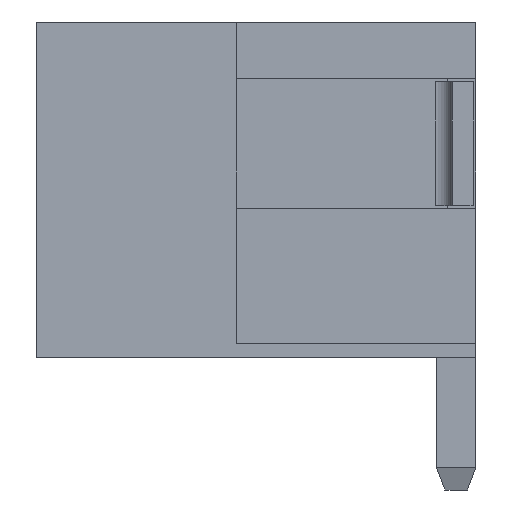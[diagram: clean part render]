
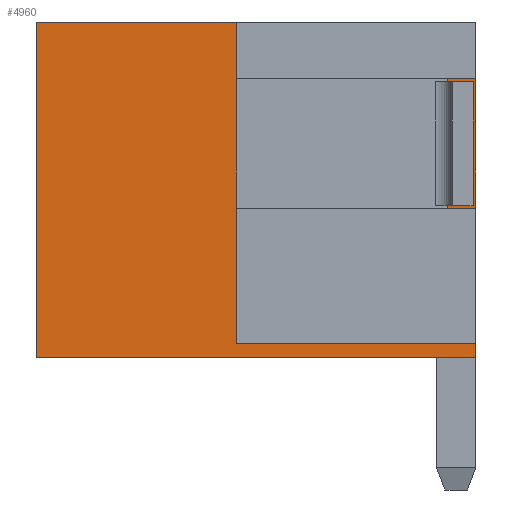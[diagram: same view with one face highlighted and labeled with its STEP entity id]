
A CAD part, left-side view. The second image highlights one B-rep face of the part: STEP entity #4960.
In plain terms, the highlighted planar face has unit normal (-1, 0, 0).
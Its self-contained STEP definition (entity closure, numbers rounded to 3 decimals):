
#31 = LINE ( 'NONE', #3532, #609 ) ;
#58 = DIRECTION ( 'NONE',  ( 0., 1., 0. ) ) ;
#276 = ORIENTED_EDGE ( 'NONE', *, *, #4585, .F. ) ;
#286 = ORIENTED_EDGE ( 'NONE', *, *, #3062, .T. ) ;
#363 = LINE ( 'NONE', #4975, #1015 ) ;
#381 = VECTOR ( 'NONE', #1507, 1000. ) ;
#391 = LINE ( 'NONE', #825, #604 ) ;
#468 = CARTESIAN_POINT ( 'NONE',  ( -3.75, 0., 2.327 ) ) ;
#604 = VECTOR ( 'NONE', #1944, 1000. ) ;
#609 = VECTOR ( 'NONE', #4796, 1000. ) ;
#661 = CARTESIAN_POINT ( 'NONE',  ( -3.75, 7.8, -2.85 ) ) ;
#825 = CARTESIAN_POINT ( 'NONE',  ( -3.75, 0., -3.1 ) ) ;
#850 = EDGE_CURVE ( 'NONE', #1014, #1063, #4590, .T. ) ;
#883 = ORIENTED_EDGE ( 'NONE', *, *, #2520, .T. ) ;
#1002 = VECTOR ( 'NONE', #4057, 1000. ) ;
#1014 = VERTEX_POINT ( 'NONE', #4770 ) ;
#1015 = VECTOR ( 'NONE', #4657, 1000. ) ;
#1063 = VERTEX_POINT ( 'NONE', #1079 ) ;
#1079 = CARTESIAN_POINT ( 'NONE',  ( -3.75, 4.25, -0.932 ) ) ;
#1207 = DIRECTION ( 'NONE',  ( 0., 0., 1. ) ) ;
#1229 = ORIENTED_EDGE ( 'NONE', *, *, #850, .T. ) ;
#1431 = VECTOR ( 'NONE', #3711, 1000. ) ;
#1449 = ORIENTED_EDGE ( 'NONE', *, *, #3078, .F. ) ;
#1507 = DIRECTION ( 'NONE',  ( 0., 0., 1. ) ) ;
#1610 = CARTESIAN_POINT ( 'NONE',  ( -3.75, 4.25, 2.327 ) ) ;
#1680 = ORIENTED_EDGE ( 'NONE', *, *, #2546, .T. ) ;
#1693 = CARTESIAN_POINT ( 'NONE',  ( -3.75, 0., -0.932 ) ) ;
#1834 = VECTOR ( 'NONE', #1207, 1000. ) ;
#1884 = CARTESIAN_POINT ( 'NONE',  ( -3.75, 4.25, 2.85 ) ) ;
#1944 = DIRECTION ( 'NONE',  ( 0., 0., 1. ) ) ;
#1985 = VECTOR ( 'NONE', #58, 1000. ) ;
#2056 = EDGE_CURVE ( 'NONE', #2576, #2965, #3401, .T. ) ;
#2075 = VERTEX_POINT ( 'NONE', #4189 ) ;
#2102 = CARTESIAN_POINT ( 'NONE',  ( -3.75, 0., -0.932 ) ) ;
#2164 = VERTEX_POINT ( 'NONE', #1884 ) ;
#2270 = PLANE ( 'NONE',  #3245 ) ;
#2280 = LINE ( 'NONE', #3152, #3134 ) ;
#2338 = VERTEX_POINT ( 'NONE', #3850 ) ;
#2376 = LINE ( 'NONE', #468, #1985 ) ;
#2520 = EDGE_CURVE ( 'NONE', #2837, #1014, #2280, .T. ) ;
#2543 = VECTOR ( 'NONE', #4207, 1000. ) ;
#2546 = EDGE_CURVE ( 'NONE', #4176, #2837, #391, .T. ) ;
#2554 = ORIENTED_EDGE ( 'NONE', *, *, #3911, .F. ) ;
#2576 = VERTEX_POINT ( 'NONE', #5027 ) ;
#2580 = CARTESIAN_POINT ( 'NONE',  ( -3.75, 7.8, -3.1 ) ) ;
#2837 = VERTEX_POINT ( 'NONE', #2915 ) ;
#2915 = CARTESIAN_POINT ( 'NONE',  ( -3.75, 0., -2.85 ) ) ;
#2965 = VERTEX_POINT ( 'NONE', #1693 ) ;
#3062 = EDGE_CURVE ( 'NONE', #2576, #4284, #2376, .T. ) ;
#3078 = EDGE_CURVE ( 'NONE', #2965, #1063, #31, .T. ) ;
#3134 = VECTOR ( 'NONE', #5067, 1000. ) ;
#3152 = CARTESIAN_POINT ( 'NONE',  ( -3.75, 7.8, -2.85 ) ) ;
#3160 = LINE ( 'NONE', #4723, #1834 ) ;
#3245 = AXIS2_PLACEMENT_3D ( 'NONE', #661, #5014, #3373 ) ;
#3247 = EDGE_CURVE ( 'NONE', #2338, #2164, #363, .T. ) ;
#3373 = DIRECTION ( 'NONE',  ( 0., 0., -1. ) ) ;
#3392 = EDGE_LOOP ( 'NONE', ( #3986, #276, #2554, #1680, #883, #1229, #1449, #4453, #286, #3818 ) ) ;
#3401 = LINE ( 'NONE', #2102, #1002 ) ;
#3490 = LINE ( 'NONE', #5031, #381 ) ;
#3532 = CARTESIAN_POINT ( 'NONE',  ( -3.75, 0., -0.932 ) ) ;
#3711 = DIRECTION ( 'NONE',  ( 0., 1., 0. ) ) ;
#3755 = EDGE_CURVE ( 'NONE', #4284, #2164, #3490, .T. ) ;
#3818 = ORIENTED_EDGE ( 'NONE', *, *, #3755, .T. ) ;
#3850 = CARTESIAN_POINT ( 'NONE',  ( -3.75, 7.8, 2.85 ) ) ;
#3911 = EDGE_CURVE ( 'NONE', #4176, #2075, #4913, .T. ) ;
#3986 = ORIENTED_EDGE ( 'NONE', *, *, #3247, .F. ) ;
#4057 = DIRECTION ( 'NONE',  ( 0., 0., -1. ) ) ;
#4156 = CARTESIAN_POINT ( 'NONE',  ( -3.75, 4.25, -2.85 ) ) ;
#4176 = VERTEX_POINT ( 'NONE', #4644 ) ;
#4189 = CARTESIAN_POINT ( 'NONE',  ( -3.75, 7.8, -3.1 ) ) ;
#4207 = DIRECTION ( 'NONE',  ( 0., 0., 1. ) ) ;
#4284 = VERTEX_POINT ( 'NONE', #1610 ) ;
#4453 = ORIENTED_EDGE ( 'NONE', *, *, #2056, .F. ) ;
#4585 = EDGE_CURVE ( 'NONE', #2075, #2338, #3160, .T. ) ;
#4590 = LINE ( 'NONE', #4156, #2543 ) ;
#4619 = FACE_OUTER_BOUND ( 'NONE', #3392, .T. ) ;
#4644 = CARTESIAN_POINT ( 'NONE',  ( -3.75, 0., -3.1 ) ) ;
#4657 = DIRECTION ( 'NONE',  ( 0., -1., 0. ) ) ;
#4723 = CARTESIAN_POINT ( 'NONE',  ( -3.75, 7.8, -2.85 ) ) ;
#4770 = CARTESIAN_POINT ( 'NONE',  ( -3.75, 4.25, -2.85 ) ) ;
#4796 = DIRECTION ( 'NONE',  ( 0., 1., 0. ) ) ;
#4913 = LINE ( 'NONE', #2580, #1431 ) ;
#4960 = ADVANCED_FACE ( 'NONE', ( #4619 ), #2270, .F. ) ;
#4975 = CARTESIAN_POINT ( 'NONE',  ( -3.75, 7.8, 2.85 ) ) ;
#5014 = DIRECTION ( 'NONE',  ( 1., 0., 0. ) ) ;
#5027 = CARTESIAN_POINT ( 'NONE',  ( -3.75, 0., 2.327 ) ) ;
#5031 = CARTESIAN_POINT ( 'NONE',  ( -3.75, 4.25, -2.85 ) ) ;
#5067 = DIRECTION ( 'NONE',  ( 0., 1., 0. ) ) ;
